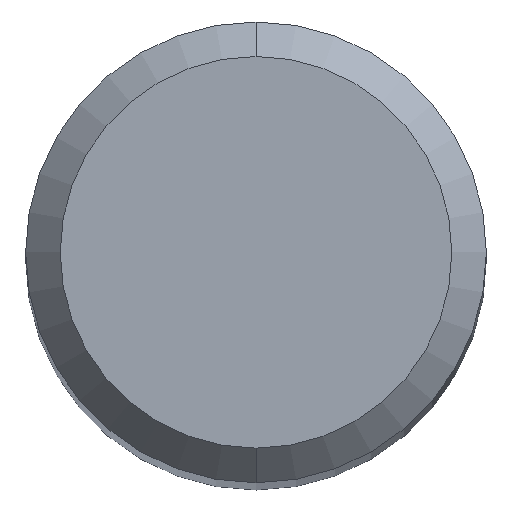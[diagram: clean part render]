
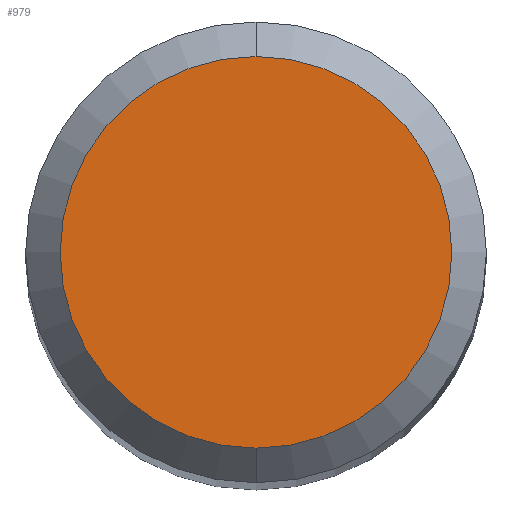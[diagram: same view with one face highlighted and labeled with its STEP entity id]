
A CAD part, top view. The second image highlights one B-rep face of the part: STEP entity #979.
In plain terms, the highlighted planar face has unit normal (0, 0, 1).
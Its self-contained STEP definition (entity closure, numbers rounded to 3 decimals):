
#543=VERTEX_POINT('',#1521);
#573=VERTEX_POINT('',#1555);
#755=EDGE_CURVE('',#573,#543,#1753,.T.);
#979=ADVANCED_FACE('',(#1996),#1997,.T.);
#1007=EDGE_CURVE('',#543,#573,#2026,.T.);
#1521=CARTESIAN_POINT('',(0.,-1.7,0.0));
#1555=CARTESIAN_POINT('',(0.0,1.7,0.0));
#1753=CIRCLE('',#3336,1.7);
#1996=FACE_OUTER_BOUND('',#4236,.T.);
#1997=PLANE('',#4237);
#2026=CIRCLE('',#4331,1.7);
#3336=AXIS2_PLACEMENT_3D('',#6568,#6569,#6570);
#4236=EDGE_LOOP('',(#6770,#6771));
#4237=AXIS2_PLACEMENT_3D('',#6772,#6773,#6774);
#4331=AXIS2_PLACEMENT_3D('',#6787,#6788,#6789);
#6568=CARTESIAN_POINT('',(0.0,0.0,0.0));
#6569=DIRECTION('',(0.0,0.0,-1.0));
#6570=DIRECTION('',(0.0,1.0,0.0));
#6770=ORIENTED_EDGE('',*,*,#755,.F.);
#6771=ORIENTED_EDGE('',*,*,#1007,.F.);
#6772=CARTESIAN_POINT('',(0.0,0.85,0.0));
#6773=DIRECTION('',(-0.0,0.0,1.0));
#6774=DIRECTION('',(0.0,-1.0,0.0));
#6787=CARTESIAN_POINT('',(0.0,0.0,0.0));
#6788=DIRECTION('',(0.0,0.0,-1.0));
#6789=DIRECTION('',(0.0,1.0,0.0));
